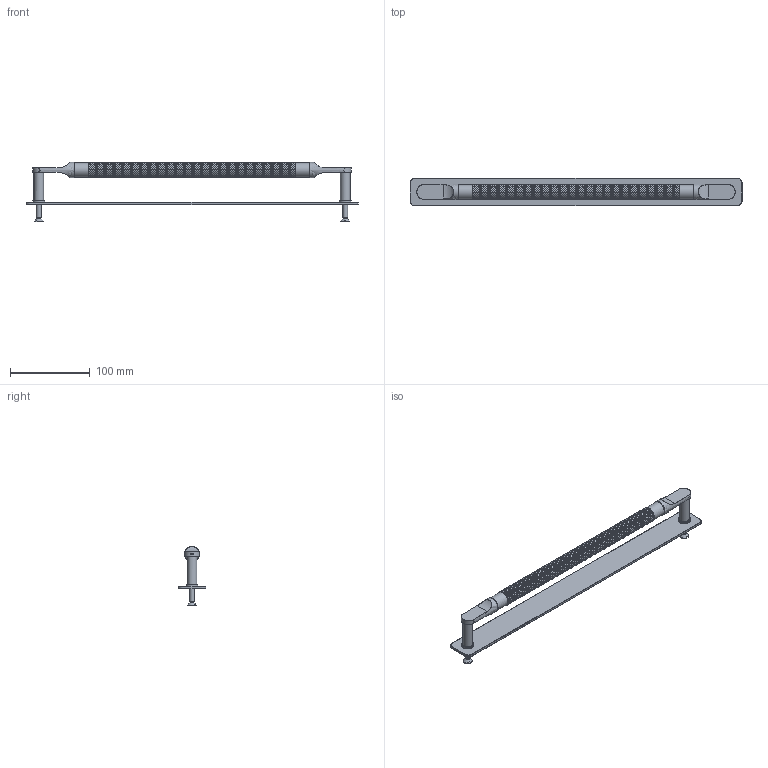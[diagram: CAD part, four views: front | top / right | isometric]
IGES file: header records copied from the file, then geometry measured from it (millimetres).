
Global section: file name: PK8256-E; native system: Autodesk Inventor 2024; preprocessor: unknown; author: adaniels; date: 20250715.151509; units: millimetre
Bounding box: 416 x 35 x 74 mm (x, y, z)
Volume: 150297.6 mm3; surface area: 64337.2 mm2
Topology: 6 solids, 6 shells, 23258 faces, 46702 edges, 23465 vertices
Faces by surface type: bspline 23258
